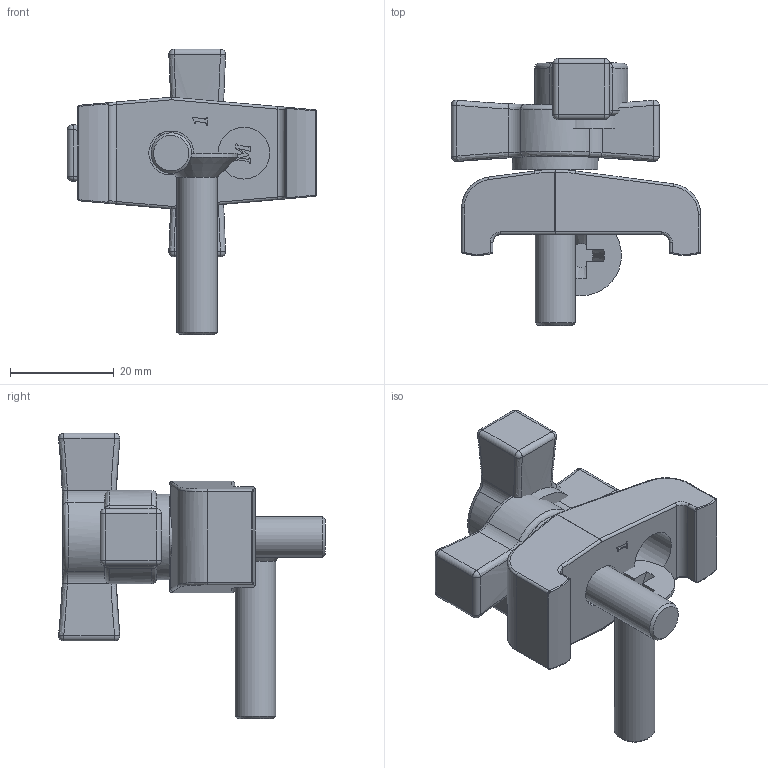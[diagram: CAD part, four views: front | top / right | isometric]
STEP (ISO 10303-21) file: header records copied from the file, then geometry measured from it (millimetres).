
FILE_DESCRIPTION( ( 'STEP AP203' ), '1' );
FILE_NAME( ' ', ' ', ( ' ' ), ( ' ' ), 'PSStep 10.0', ' ', ' ' );
FILE_SCHEMA( ( 'CONFIG_CONTROL_DESIGN' ) );
Length unit declared in the file: millimetre
Products named in the file (4): Assem1; 1; 2; 3
Bounding box: 48 x 51.39 x 55 mm (x, y, z)
Volume: 33682.9 mm3; surface area: 14608 mm2
Topology: 6 solids, 6 shells, 322 faces, 766 edges, 438 vertices
Faces by surface type: cylinder 110, bspline 88, plane 72, sphere 24, cone 16, extrusion 12
Full cylindrical faces by diameter (mm): 7.8 x2, 10 x2, 15.5 x2, 16.5 x2
Entity records: 7462 total; most frequent: CARTESIAN_POINT 3915, ORIENTED_EDGE 720, DIRECTION 680, EDGE_CURVE 360, AXIS2_PLACEMENT_3D 279, VERTEX_POINT 214, EDGE_LOOP 172, FACE_OUTER_BOUND 165
